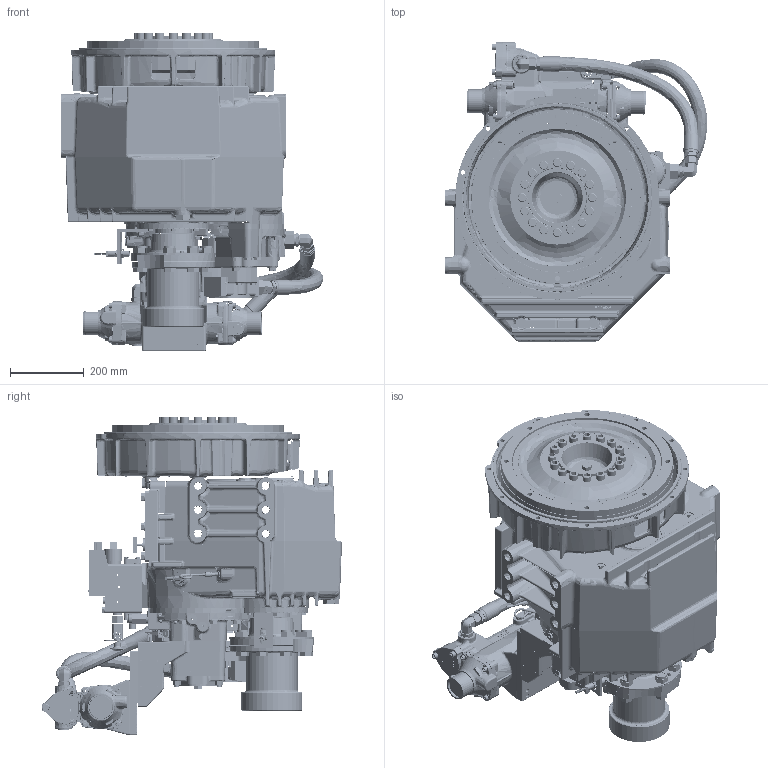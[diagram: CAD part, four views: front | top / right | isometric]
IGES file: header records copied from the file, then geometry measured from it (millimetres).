
Start section: SolidWorks IGES file using analytic representation for surfaces
Global section: file name: 1027608D.IGS; native system: SolidWorks 2010; preprocessor: SolidWorks 2010; author: DVandooren; date: 151217.120935; units: millimetre
Bounding box: 711.7 x 813.09 x 862.91 mm (x, y, z)
Surface area: 4861794.9 mm2 (no closed solid volume)
Topology: 0 solids, 0 shells, 6691 faces, 122652 edges, 122390 vertices
Faces by surface type: bspline 4000, revolution 2691
